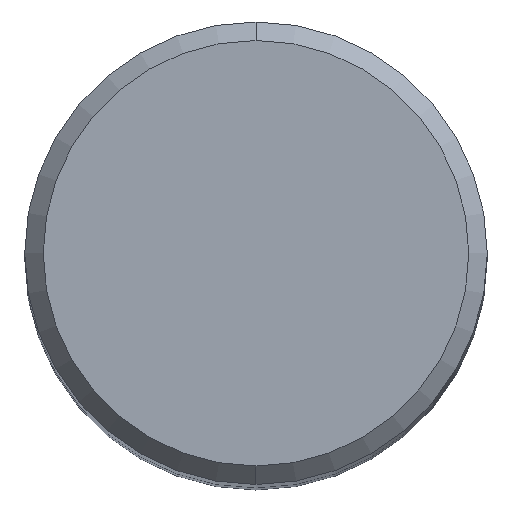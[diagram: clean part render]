
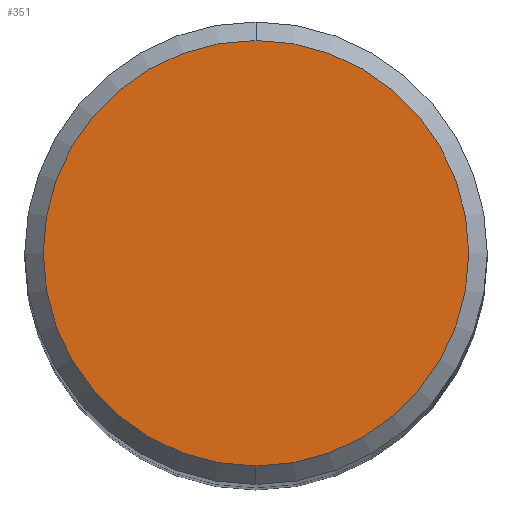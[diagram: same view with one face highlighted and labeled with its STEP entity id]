
A CAD part, top view. The second image highlights one B-rep face of the part: STEP entity #351.
In plain terms, the highlighted planar face has unit normal (0, 0, 1).
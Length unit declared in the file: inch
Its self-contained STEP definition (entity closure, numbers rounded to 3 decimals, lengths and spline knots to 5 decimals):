
#10 = CARTESIAN_POINT ( 'NONE',  ( 0., -0.23, 0. ) ) ;
#29 = AXIS2_PLACEMENT_3D ( 'NONE', #284, #357, #414 ) ;
#33 = PLANE ( 'NONE',  #266 ) ;
#51 = EDGE_CURVE ( 'NONE', #82, #176, #184, .T. ) ;
#68 = DIRECTION ( 'NONE',  ( 0., 1., 0. ) ) ;
#82 = VERTEX_POINT ( 'NONE', #417 ) ;
#126 = DIRECTION ( 'NONE',  ( 0., 0., -1. ) ) ;
#129 = CARTESIAN_POINT ( 'NONE',  ( 0., 0.23, 0. ) ) ;
#176 = VERTEX_POINT ( 'NONE', #10 ) ;
#179 = EDGE_LOOP ( 'NONE', ( #180, #345 ) ) ;
#180 = ORIENTED_EDGE ( 'NONE', *, *, #51, .T. ) ;
#184 = CIRCLE ( 'NONE', #233, 0.23 ) ;
#225 = CIRCLE ( 'NONE', #29, 0.23 ) ;
#233 = AXIS2_PLACEMENT_3D ( 'NONE', #354, #280, #313 ) ;
#266 = AXIS2_PLACEMENT_3D ( 'NONE', #129, #126, #68 ) ;
#280 = DIRECTION ( 'NONE',  ( 0., 0., 1. ) ) ;
#284 = CARTESIAN_POINT ( 'NONE',  ( 0., 0., 0. ) ) ;
#313 = DIRECTION ( 'NONE',  ( 0., -1., 0. ) ) ;
#337 = EDGE_CURVE ( 'NONE', #176, #82, #225, .T. ) ;
#345 = ORIENTED_EDGE ( 'NONE', *, *, #337, .T. ) ;
#351 = ADVANCED_FACE ( 'NONE', ( #416 ), #33, .F. ) ;
#354 = CARTESIAN_POINT ( 'NONE',  ( 0., 0., 0. ) ) ;
#357 = DIRECTION ( 'NONE',  ( 0., 0., 1. ) ) ;
#414 = DIRECTION ( 'NONE',  ( 0., -1., 0. ) ) ;
#416 = FACE_OUTER_BOUND ( 'NONE', #179, .T. ) ;
#417 = CARTESIAN_POINT ( 'NONE',  ( 0., 0.23, 0. ) ) ;
